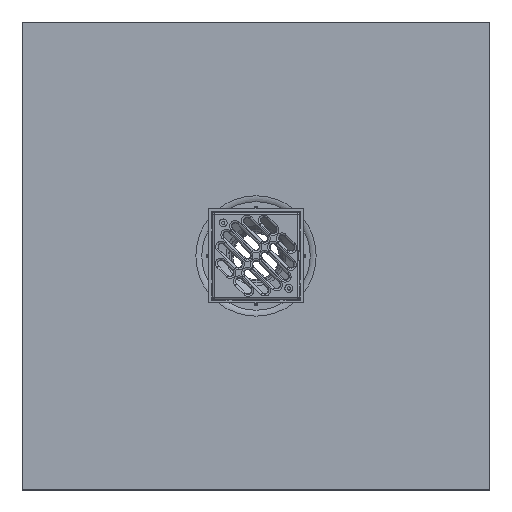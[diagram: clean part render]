
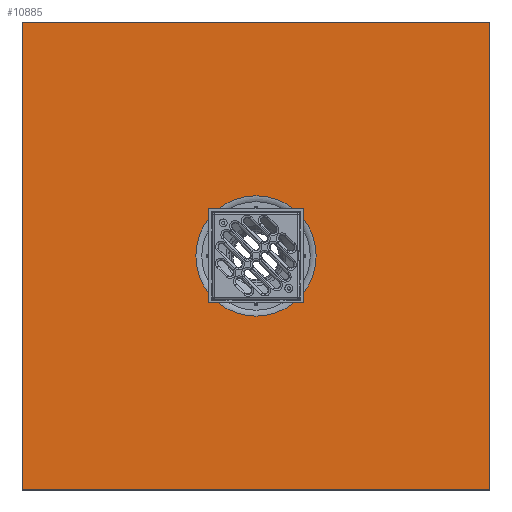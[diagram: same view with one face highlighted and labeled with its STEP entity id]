
A CAD part, top view. The second image highlights one B-rep face of the part: STEP entity #10885.
In plain terms, the highlighted planar face has unit normal (0, 0, 1).
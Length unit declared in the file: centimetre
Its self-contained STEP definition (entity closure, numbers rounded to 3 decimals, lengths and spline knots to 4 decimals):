
#526=LINE('',#19299,#1164);
#530=LINE('',#19306,#1168);
#533=LINE('',#19312,#1171);
#534=LINE('',#19314,#1172);
#1164=VECTOR('',#14246,1.);
#1168=VECTOR('',#14252,1.);
#1171=VECTOR('',#14257,1.);
#1172=VECTOR('',#14260,1.);
#1823=FACE_BOUND('',#3057,.T.);
#1938=PLANE('',#11948);
#2331=FACE_OUTER_BOUND('',#3056,.T.);
#3056=EDGE_LOOP('',(#8349,#8350,#8351,#8352));
#3057=EDGE_LOOP('',(#8353));
#3948=CIRCLE('',#11918,64.3137);
#4862=VERTEX_POINT('',#19250);
#4877=VERTEX_POINT('',#19296);
#4878=VERTEX_POINT('',#19298);
#4880=VERTEX_POINT('',#19304);
#4882=VERTEX_POINT('',#19310);
#6101=EDGE_CURVE('',#4862,#4862,#3948,.T.);
#6124=EDGE_CURVE('',#4877,#4878,#526,.T.);
#6128=EDGE_CURVE('',#4880,#4877,#530,.T.);
#6131=EDGE_CURVE('',#4882,#4880,#533,.T.);
#6132=EDGE_CURVE('',#4878,#4882,#534,.T.);
#8349=ORIENTED_EDGE('',*,*,#6124,.F.);
#8350=ORIENTED_EDGE('',*,*,#6128,.F.);
#8351=ORIENTED_EDGE('',*,*,#6131,.F.);
#8352=ORIENTED_EDGE('',*,*,#6132,.F.);
#8353=ORIENTED_EDGE('',*,*,#6101,.T.);
#10885=ADVANCED_FACE('',(#2331,#1823),#1938,.F.);
#11918=AXIS2_PLACEMENT_3D('',#19251,#14186,#14187);
#11948=AXIS2_PLACEMENT_3D('',#19313,#14258,#14259);
#14186=DIRECTION('center_axis',(0.,0.,-1.));
#14187=DIRECTION('ref_axis',(1.,0.,0.));
#14246=DIRECTION('',(0.,-1.,0.));
#14252=DIRECTION('',(1.,0.,0.));
#14257=DIRECTION('',(0.,1.,0.));
#14258=DIRECTION('center_axis',(0.,0.,-1.));
#14259=DIRECTION('ref_axis',(-1.,0.,0.));
#14260=DIRECTION('',(-1.,0.,0.));
#19250=CARTESIAN_POINT('',(1008.9395,184.3313,128.));
#19251=CARTESIAN_POINT('Origin',(1008.9395,248.645,128.));
#19296=CARTESIAN_POINT('',(1258.9395,498.645,128.));
#19298=CARTESIAN_POINT('',(1258.9395,-1.355,128.));
#19299=CARTESIAN_POINT('',(1258.9395,248.645,128.));
#19304=CARTESIAN_POINT('',(758.9395,498.645,128.));
#19306=CARTESIAN_POINT('',(1008.9395,498.645,128.));
#19310=CARTESIAN_POINT('',(758.9395,-1.355,128.));
#19312=CARTESIAN_POINT('',(758.9395,248.645,128.));
#19313=CARTESIAN_POINT('Origin',(1008.9395,248.645,128.));
#19314=CARTESIAN_POINT('',(1008.9395,-1.355,128.));
